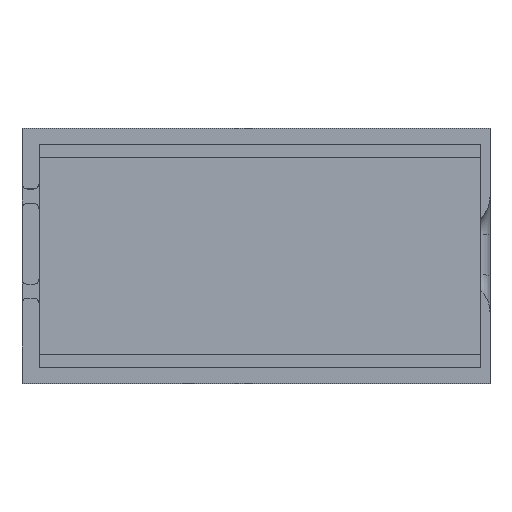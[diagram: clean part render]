
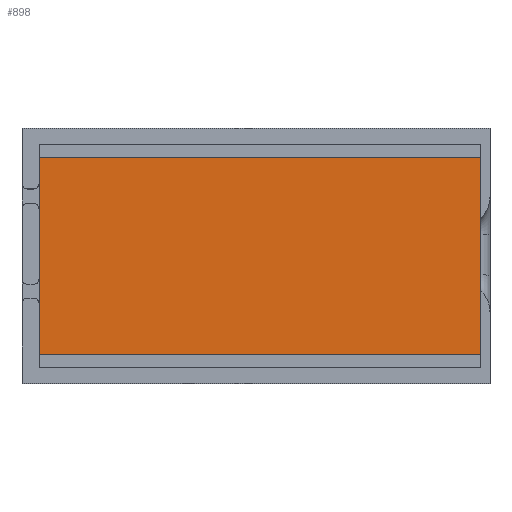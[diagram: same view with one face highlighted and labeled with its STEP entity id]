
A CAD part, top view. The second image highlights one B-rep face of the part: STEP entity #898.
In plain terms, the highlighted planar face has unit normal (0, 0, 1).
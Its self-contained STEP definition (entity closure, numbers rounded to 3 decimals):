
#49=PLANE('',#990);
#97=FACE_OUTER_BOUND('',#147,.T.);
#147=EDGE_LOOP('',(#836,#837,#838,#839));
#197=LINE('',#1384,#293);
#227=LINE('',#1467,#323);
#241=LINE('',#1495,#337);
#243=LINE('',#1502,#339);
#293=VECTOR('',#1116,10.);
#323=VECTOR('',#1196,10.);
#337=VECTOR('',#1230,10.);
#339=VECTOR('',#1242,10.);
#422=VERTEX_POINT('',#1381);
#423=VERTEX_POINT('',#1383);
#450=VERTEX_POINT('',#1464);
#451=VERTEX_POINT('',#1466);
#524=EDGE_CURVE('',#422,#423,#197,.T.);
#566=EDGE_CURVE('',#450,#451,#227,.T.);
#581=EDGE_CURVE('',#422,#451,#241,.T.);
#583=EDGE_CURVE('',#450,#423,#243,.T.);
#836=ORIENTED_EDGE('',*,*,#583,.T.);
#837=ORIENTED_EDGE('',*,*,#524,.F.);
#838=ORIENTED_EDGE('',*,*,#581,.T.);
#839=ORIENTED_EDGE('',*,*,#566,.F.);
#898=ADVANCED_FACE('',(#97),#49,.T.);
#990=AXIS2_PLACEMENT_3D('',#1503,#1243,#1244);
#1116=DIRECTION('',(0.,1.,0.));
#1196=DIRECTION('',(0.,-1.,0.));
#1230=DIRECTION('',(1.,0.,0.));
#1242=DIRECTION('',(-1.,0.,0.));
#1243=DIRECTION('center_axis',(0.,0.,1.));
#1244=DIRECTION('ref_axis',(1.,0.,0.));
#1381=CARTESIAN_POINT('',(0.,-27.,1.2));
#1383=CARTESIAN_POINT('',(0.,-1.5,1.2));
#1384=CARTESIAN_POINT('',(0.,-21.375,1.2));
#1464=CARTESIAN_POINT('',(57.,-1.5,1.2));
#1466=CARTESIAN_POINT('',(57.,-27.,1.2));
#1467=CARTESIAN_POINT('',(57.,-7.125,1.2));
#1495=CARTESIAN_POINT('',(28.5,-27.,1.2));
#1502=CARTESIAN_POINT('',(28.5,-1.5,1.2));
#1503=CARTESIAN_POINT('Origin',(28.5,-14.25,1.2));
